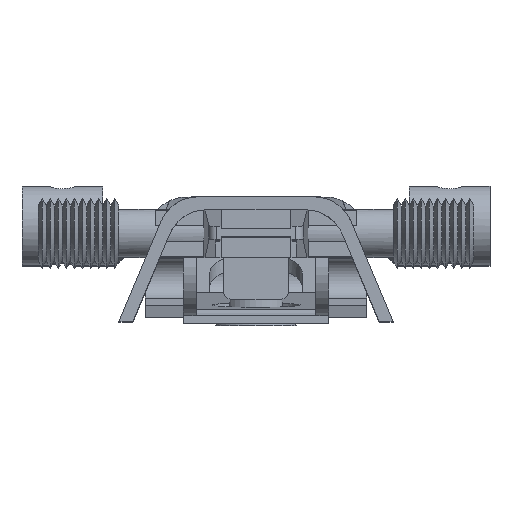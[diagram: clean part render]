
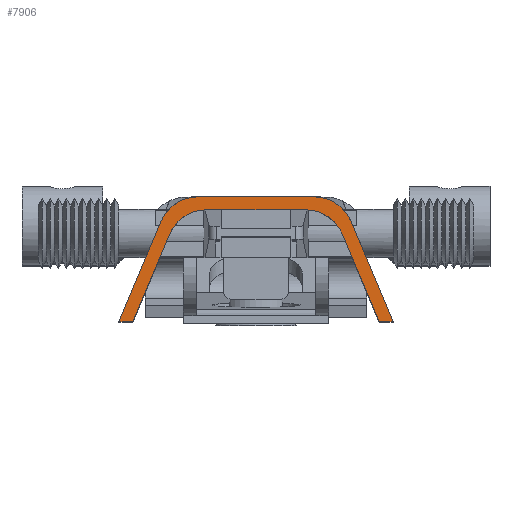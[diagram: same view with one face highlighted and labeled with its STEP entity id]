
A CAD part, top view. The second image highlights one B-rep face of the part: STEP entity #7906.
In plain terms, the highlighted planar face has unit normal (0, 0, 1).
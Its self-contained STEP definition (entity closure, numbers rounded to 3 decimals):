
#529=PLANE('',#8461);
#791=FACE_OUTER_BOUND('',#1207,.T.);
#1207=EDGE_LOOP('',(#5515,#5516,#5517,#5518,#5519,#5520,#5521,#5522,#5523,
#5524,#5525,#5526));
#1675=LINE('',#11420,#2442);
#1695=LINE('',#11619,#2462);
#1698=LINE('',#11629,#2465);
#1699=LINE('',#11633,#2466);
#1700=LINE('',#11635,#2467);
#1701=LINE('',#11636,#2468);
#1702=LINE('',#11638,#2469);
#1703=LINE('',#11639,#2470);
#2442=VECTOR('',#9191,10.);
#2462=VECTOR('',#9255,10.);
#2465=VECTOR('',#9264,10.);
#2466=VECTOR('',#9267,10.);
#2467=VECTOR('',#9268,10.);
#2468=VECTOR('',#9269,10.);
#2469=VECTOR('',#9270,10.);
#2470=VECTOR('',#9271,10.);
#3195=CIRCLE('',#8433,5.);
#3208=CIRCLE('',#8449,5.);
#3210=CIRCLE('',#8454,5.);
#3213=CIRCLE('',#8462,5.);
#3441=VERTEX_POINT('',#11376);
#3442=VERTEX_POINT('',#11378);
#3452=VERTEX_POINT('',#11419);
#3468=VERTEX_POINT('',#11460);
#3483=VERTEX_POINT('',#11523);
#3484=VERTEX_POINT('',#11524);
#3491=VERTEX_POINT('',#11618);
#3495=VERTEX_POINT('',#11628);
#3496=VERTEX_POINT('',#11630);
#3497=VERTEX_POINT('',#11632);
#3498=VERTEX_POINT('',#11634);
#3499=VERTEX_POINT('',#11637);
#4239=EDGE_CURVE('',#3441,#3442,#3195,.T.);
#4250=EDGE_CURVE('',#3452,#3442,#1675,.T.);
#4270=EDGE_CURVE('',#3452,#3468,#3208,.T.);
#4286=EDGE_CURVE('',#3483,#3484,#3210,.T.);
#4296=EDGE_CURVE('',#3491,#3484,#1695,.T.);
#4301=EDGE_CURVE('',#3483,#3495,#1698,.T.);
#4302=EDGE_CURVE('',#3496,#3495,#3213,.T.);
#4303=EDGE_CURVE('',#3496,#3497,#1699,.T.);
#4304=EDGE_CURVE('',#3497,#3498,#1700,.T.);
#4305=EDGE_CURVE('',#3498,#3468,#1701,.T.);
#4306=EDGE_CURVE('',#3441,#3499,#1702,.T.);
#4307=EDGE_CURVE('',#3499,#3491,#1703,.T.);
#5515=ORIENTED_EDGE('',*,*,#4286,.F.);
#5516=ORIENTED_EDGE('',*,*,#4301,.T.);
#5517=ORIENTED_EDGE('',*,*,#4302,.F.);
#5518=ORIENTED_EDGE('',*,*,#4303,.T.);
#5519=ORIENTED_EDGE('',*,*,#4304,.T.);
#5520=ORIENTED_EDGE('',*,*,#4305,.T.);
#5521=ORIENTED_EDGE('',*,*,#4270,.F.);
#5522=ORIENTED_EDGE('',*,*,#4250,.T.);
#5523=ORIENTED_EDGE('',*,*,#4239,.F.);
#5524=ORIENTED_EDGE('',*,*,#4306,.T.);
#5525=ORIENTED_EDGE('',*,*,#4307,.T.);
#5526=ORIENTED_EDGE('',*,*,#4296,.T.);
#7906=ADVANCED_FACE('',(#791),#529,.T.);
#8433=AXIS2_PLACEMENT_3D('',#11379,#9178,#9179);
#8449=AXIS2_PLACEMENT_3D('',#11461,#9224,#9225);
#8454=AXIS2_PLACEMENT_3D('',#11525,#9243,#9244);
#8461=AXIS2_PLACEMENT_3D('',#11627,#9262,#9263);
#8462=AXIS2_PLACEMENT_3D('',#11631,#9265,#9266);
#9178=DIRECTION('center_axis',(0.,0.,1.));
#9179=DIRECTION('ref_axis',(0.554,0.833,0.));
#9191=DIRECTION('',(1.,0.,0.));
#9224=DIRECTION('center_axis',(0.,0.,1.));
#9225=DIRECTION('ref_axis',(-0.554,0.833,0.));
#9243=DIRECTION('center_axis',(0.,0.,-1.));
#9244=DIRECTION('ref_axis',(0.554,0.833,0.));
#9255=DIRECTION('',(-0.387,0.922,0.));
#9262=DIRECTION('center_axis',(0.,0.,1.));
#9263=DIRECTION('ref_axis',(1.,0.,0.));
#9264=DIRECTION('',(-1.,0.,0.));
#9265=DIRECTION('center_axis',(0.,0.,-1.));
#9266=DIRECTION('ref_axis',(-0.554,0.833,0.));
#9267=DIRECTION('',(-0.387,-0.922,0.));
#9268=DIRECTION('',(1.,0.,0.));
#9269=DIRECTION('',(0.387,0.922,0.));
#9270=DIRECTION('',(0.387,-0.922,0.));
#9271=DIRECTION('',(1.,0.,0.));
#11376=CARTESIAN_POINT('',(10.722,1.14,118.));
#11378=CARTESIAN_POINT('',(6.111,4.207,118.));
#11379=CARTESIAN_POINT('Origin',(6.111,-0.793,118.));
#11419=CARTESIAN_POINT('',(-6.111,4.207,118.));
#11420=CARTESIAN_POINT('',(-9.436,4.207,118.));
#11460=CARTESIAN_POINT('',(-10.722,1.14,118.));
#11461=CARTESIAN_POINT('Origin',(-6.111,-0.793,118.));
#11523=CARTESIAN_POINT('',(7.175,5.807,118.));
#11524=CARTESIAN_POINT('',(11.786,2.74,118.));
#11525=CARTESIAN_POINT('Origin',(7.175,0.807,118.));
#11618=CARTESIAN_POINT('',(17.,-9.693,118.));
#11619=CARTESIAN_POINT('',(17.,-9.693,118.));
#11627=CARTESIAN_POINT('Origin',(-12.883,-1.943,118.));
#11628=CARTESIAN_POINT('',(-7.175,5.807,118.));
#11629=CARTESIAN_POINT('',(10.5,5.807,118.));
#11630=CARTESIAN_POINT('',(-11.786,2.74,118.));
#11631=CARTESIAN_POINT('Origin',(-7.175,0.807,118.));
#11632=CARTESIAN_POINT('',(-17.,-9.693,118.));
#11633=CARTESIAN_POINT('',(-10.5,5.807,118.));
#11634=CARTESIAN_POINT('',(-15.265,-9.693,118.));
#11635=CARTESIAN_POINT('',(-17.,-9.693,118.));
#11636=CARTESIAN_POINT('',(-15.265,-9.693,118.));
#11637=CARTESIAN_POINT('',(15.265,-9.693,118.));
#11638=CARTESIAN_POINT('',(8.765,5.807,118.));
#11639=CARTESIAN_POINT('',(15.265,-9.693,118.));
